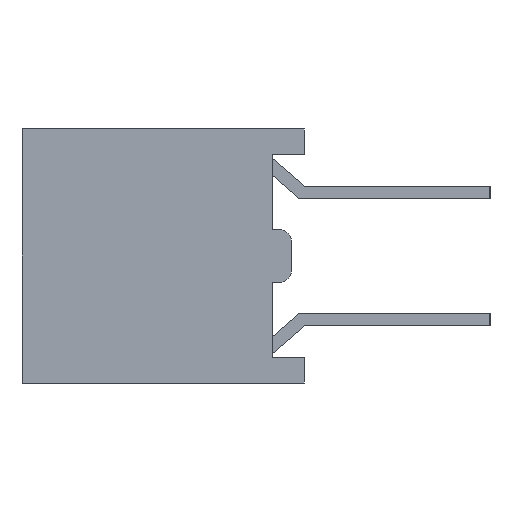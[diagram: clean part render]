
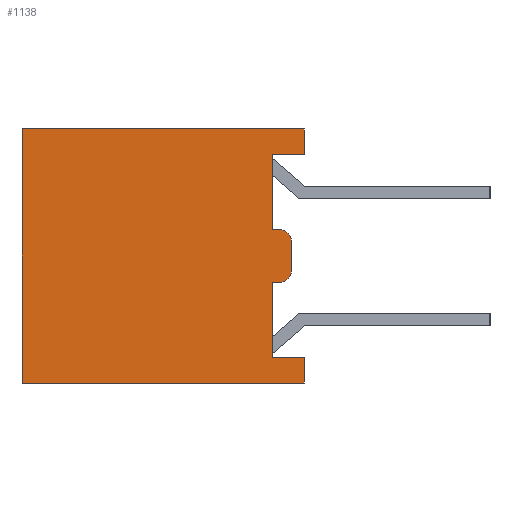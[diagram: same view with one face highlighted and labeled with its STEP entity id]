
A CAD part, left-side view. The second image highlights one B-rep face of the part: STEP entity #1138.
In plain terms, the highlighted planar face has unit normal (-1, 0, 0).
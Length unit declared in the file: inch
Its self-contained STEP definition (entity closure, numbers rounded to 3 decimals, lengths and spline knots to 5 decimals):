
#1138 = ADVANCED_FACE( '', ( #2434 ), #2435, .F. );
#2434 = FACE_OUTER_BOUND( '', #3860, .T. );
#2435 = PLANE( '', #3861 );
#3860 = EDGE_LOOP( '', ( #7296, #7297, #7298, #7299, #7300, #7301, #7302, #7303, #7304, #7305, #7306, #7307, #7308, #7309 ) );
#3861 = AXIS2_PLACEMENT_3D( '', #7310, #7311, #7312 );
#7296 = ORIENTED_EDGE( '', *, *, #9000, .T. );
#7297 = ORIENTED_EDGE( '', *, *, #9113, .T. );
#7298 = ORIENTED_EDGE( '', *, *, #9089, .F. );
#7299 = ORIENTED_EDGE( '', *, *, #9187, .F. );
#7300 = ORIENTED_EDGE( '', *, *, #9930, .T. );
#7301 = ORIENTED_EDGE( '', *, *, #9687, .T. );
#7302 = ORIENTED_EDGE( '', *, *, #9035, .T. );
#7303 = ORIENTED_EDGE( '', *, *, #9970, .T. );
#7304 = ORIENTED_EDGE( '', *, *, #9971, .T. );
#7305 = ORIENTED_EDGE( '', *, *, #8604, .F. );
#7306 = ORIENTED_EDGE( '', *, *, #9972, .T. );
#7307 = ORIENTED_EDGE( '', *, *, #9834, .F. );
#7308 = ORIENTED_EDGE( '', *, *, #8855, .T. );
#7309 = ORIENTED_EDGE( '', *, *, #9973, .T. );
#7310 = CARTESIAN_POINT( '', ( -0.44385, 0.175, -0.0787 ) );
#7311 = DIRECTION( '', ( 1., 0., 0. ) );
#7312 = DIRECTION( '', ( 0., 0., -1. ) );
#8604 = EDGE_CURVE( '', #10350, #10351, #10352, .T. );
#8855 = EDGE_CURVE( '', #10777, #10778, #10779, .T. );
#9000 = EDGE_CURVE( '', #11016, #11020, #11022, .T. );
#9035 = EDGE_CURVE( '', #11076, #11081, #11083, .T. );
#9089 = EDGE_CURVE( '', #11168, #11170, #11171, .T. );
#9113 = EDGE_CURVE( '', #11020, #11170, #11207, .T. );
#9187 = EDGE_CURVE( '', #11323, #11168, #11325, .T. );
#9687 = EDGE_CURVE( '', #12073, #11076, #12074, .T. );
#9834 = EDGE_CURVE( '', #10777, #12257, #12258, .T. );
#9930 = EDGE_CURVE( '', #11323, #12073, #12382, .T. );
#9970 = EDGE_CURVE( '', #11081, #12426, #12427, .T. );
#9971 = EDGE_CURVE( '', #12426, #10351, #12428, .T. );
#9972 = EDGE_CURVE( '', #10350, #12257, #12429, .T. );
#9973 = EDGE_CURVE( '', #10778, #11016, #12430, .T. );
#10350 = VERTEX_POINT( '', #12890 );
#10351 = VERTEX_POINT( '', #12891 );
#10352 = CIRCLE( '', #12892, 0.008 );
#10777 = VERTEX_POINT( '', #13514 );
#10778 = VERTEX_POINT( '', #13515 );
#10779 = LINE( '', #13516, #13517 );
#11016 = VERTEX_POINT( '', #13866 );
#11020 = VERTEX_POINT( '', #13872 );
#11022 = LINE( '', #13875, #13876 );
#11076 = VERTEX_POINT( '', #13954 );
#11081 = VERTEX_POINT( '', #13961 );
#11083 = LINE( '', #13964, #13965 );
#11168 = VERTEX_POINT( '', #14090 );
#11170 = VERTEX_POINT( '', #14093 );
#11171 = LINE( '', #14094, #14095 );
#11207 = LINE( '', #14149, #14150 );
#11323 = VERTEX_POINT( '', #14321 );
#11325 = LINE( '', #14324, #14325 );
#12073 = VERTEX_POINT( '', #15480 );
#12074 = LINE( '', #15481, #15482 );
#12257 = VERTEX_POINT( '', #15761 );
#12258 = CIRCLE( '', #15762, 0.008 );
#12382 = LINE( '', #15965, #15966 );
#12426 = VERTEX_POINT( '', #16031 );
#12427 = LINE( '', #16032, #16033 );
#12428 = LINE( '', #16034, #16035 );
#12429 = LINE( '', #16036, #16037 );
#12430 = LINE( '', #16038, #16039 );
#12890 = CARTESIAN_POINT( '', ( -0.44385, 0.008, -0.0085 ) );
#12891 = CARTESIAN_POINT( '', ( -0.44385, 0.016, -0.0165 ) );
#12892 = AXIS2_PLACEMENT_3D( '', #16426, #16427, #16428 );
#13514 = CARTESIAN_POINT( '', ( -0.44385, 0.016, 0.0165 ) );
#13515 = CARTESIAN_POINT( '', ( -0.44385, 0.02, 0.0165 ) );
#13516 = CARTESIAN_POINT( '', ( -0.44385, 0.016, 0.0165 ) );
#13517 = VECTOR( '', #16629, 39.37008 );
#13866 = CARTESIAN_POINT( '', ( -0.44385, 0.02, 0.0627 ) );
#13872 = CARTESIAN_POINT( '', ( -0.44385, 0., 0.0627 ) );
#13875 = CARTESIAN_POINT( '', ( -0.44385, 0.02, 0.0627 ) );
#13876 = VECTOR( '', #16745, 39.37008 );
#13954 = CARTESIAN_POINT( '', ( -0.44385, 0., -0.0627 ) );
#13961 = CARTESIAN_POINT( '', ( -0.44385, 0.02, -0.0627 ) );
#13964 = CARTESIAN_POINT( '', ( -0.44385, -0.002, -0.0627 ) );
#13965 = VECTOR( '', #16773, 39.37008 );
#14090 = CARTESIAN_POINT( '', ( -0.44385, 0.175, 0.0787 ) );
#14093 = CARTESIAN_POINT( '', ( -0.44385, 0., 0.0787 ) );
#14094 = CARTESIAN_POINT( '', ( -0.44385, 0.175, 0.0787 ) );
#14095 = VECTOR( '', #16815, 39.37008 );
#14149 = CARTESIAN_POINT( '', ( -0.44385, 0., -0.0787 ) );
#14150 = VECTOR( '', #16834, 39.37008 );
#14321 = CARTESIAN_POINT( '', ( -0.44385, 0.175, -0.0787 ) );
#14324 = CARTESIAN_POINT( '', ( -0.44385, 0.175, -0.0787 ) );
#14325 = VECTOR( '', #16891, 39.37008 );
#15480 = CARTESIAN_POINT( '', ( -0.44385, 0., -0.0787 ) );
#15481 = CARTESIAN_POINT( '', ( -0.44385, 0., -0.0787 ) );
#15482 = VECTOR( '', #17299, 39.37008 );
#15761 = CARTESIAN_POINT( '', ( -0.44385, 0.008, 0.0085 ) );
#15762 = AXIS2_PLACEMENT_3D( '', #17399, #17400, #17401 );
#15965 = CARTESIAN_POINT( '', ( -0.44385, 0.175, -0.0787 ) );
#15966 = VECTOR( '', #17481, 39.37008 );
#16031 = CARTESIAN_POINT( '', ( -0.44385, 0.02, -0.0165 ) );
#16032 = CARTESIAN_POINT( '', ( -0.44385, 0.02, -0.0627 ) );
#16033 = VECTOR( '', #17503, 39.37008 );
#16034 = CARTESIAN_POINT( '', ( -0.44385, 0.02, -0.0165 ) );
#16035 = VECTOR( '', #17504, 39.37008 );
#16036 = CARTESIAN_POINT( '', ( -0.44385, 0.008, -0.0085 ) );
#16037 = VECTOR( '', #17505, 39.37008 );
#16038 = CARTESIAN_POINT( '', ( -0.44385, 0.02, 0.0165 ) );
#16039 = VECTOR( '', #17506, 39.37008 );
#16426 = CARTESIAN_POINT( '', ( -0.44385, 0.016, -0.0085 ) );
#16427 = DIRECTION( '', ( 1., 0., 0. ) );
#16428 = DIRECTION( '', ( 0., 0., -1. ) );
#16629 = DIRECTION( '', ( 0., 1., 0. ) );
#16745 = DIRECTION( '', ( 0., -1., 0. ) );
#16773 = DIRECTION( '', ( 0., 1., 0. ) );
#16815 = DIRECTION( '', ( 0., -1., 0. ) );
#16834 = DIRECTION( '', ( 0., 0., 1. ) );
#16891 = DIRECTION( '', ( 0., 0., 1. ) );
#17299 = DIRECTION( '', ( 0., 0., 1. ) );
#17399 = CARTESIAN_POINT( '', ( -0.44385, 0.016, 0.0085 ) );
#17400 = DIRECTION( '', ( 1., 0., 0. ) );
#17401 = DIRECTION( '', ( 0., 0., -1. ) );
#17481 = DIRECTION( '', ( 0., -1., 0. ) );
#17503 = DIRECTION( '', ( 0., 0., 1. ) );
#17504 = DIRECTION( '', ( 0., -1., 0. ) );
#17505 = DIRECTION( '', ( 0., 0., 1. ) );
#17506 = DIRECTION( '', ( 0., 0., 1. ) );
